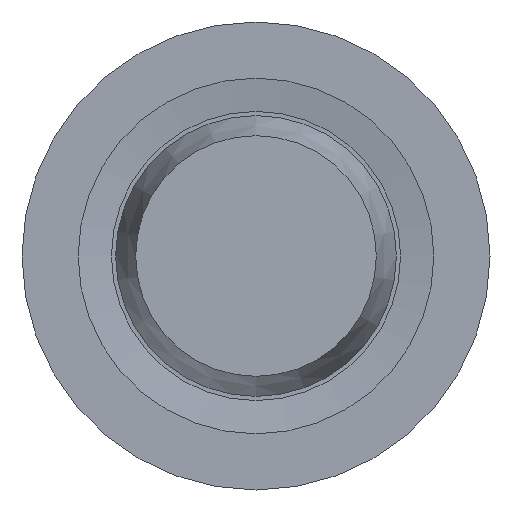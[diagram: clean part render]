
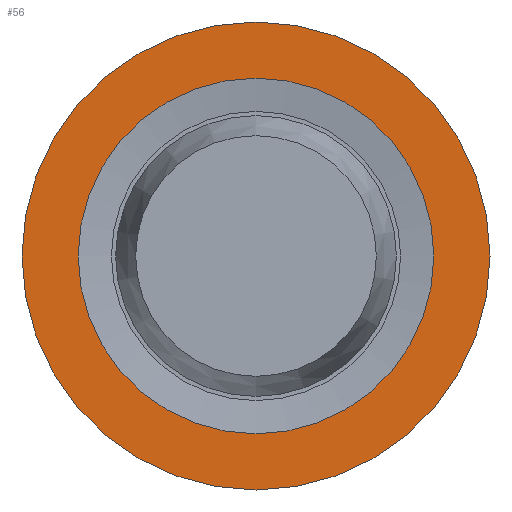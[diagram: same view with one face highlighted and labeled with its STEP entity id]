
A CAD part, front view. The second image highlights one B-rep face of the part: STEP entity #56.
In plain terms, the highlighted planar face has unit normal (0, -1, 0).
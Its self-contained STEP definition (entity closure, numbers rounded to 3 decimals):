
#56 = ADVANCED_FACE( '', ( #115, #116 ), #117, .F. );
#115 = FACE_BOUND( '', #168, .T. );
#116 = FACE_OUTER_BOUND( '', #169, .T. );
#117 = PLANE( '', #170 );
#168 = EDGE_LOOP( '', ( #235 ) );
#169 = EDGE_LOOP( '', ( #236 ) );
#170 = AXIS2_PLACEMENT_3D( '', #237, #238, #239 );
#235 = ORIENTED_EDGE( '', *, *, #266, .F. );
#236 = ORIENTED_EDGE( '', *, *, #261, .T. );
#237 = CARTESIAN_POINT( '', ( 5., 0., 0. ) );
#238 = DIRECTION( '', ( 0., 1., 0. ) );
#239 = DIRECTION( '', ( 0., 0., 1. ) );
#261 = EDGE_CURVE( '', #292, #292, #293, .T. );
#266 = EDGE_CURVE( '', #299, #299, #300, .T. );
#292 = VERTEX_POINT( '', #326 );
#293 = CIRCLE( '', #327, 5. );
#299 = VERTEX_POINT( '', #333 );
#300 = CIRCLE( '', #334, 3.8 );
#326 = CARTESIAN_POINT( '', ( 0., 0., -5. ) );
#327 = AXIS2_PLACEMENT_3D( '', #361, #362, #363 );
#333 = CARTESIAN_POINT( '', ( 0., 0., -3.8 ) );
#334 = AXIS2_PLACEMENT_3D( '', #367, #368, #369 );
#361 = CARTESIAN_POINT( '', ( 0., 0., 0. ) );
#362 = DIRECTION( '', ( 0., -1., 0. ) );
#363 = DIRECTION( '', ( 0., 0., -1. ) );
#367 = CARTESIAN_POINT( '', ( 0., 0., 0. ) );
#368 = DIRECTION( '', ( 0., -1., 0. ) );
#369 = DIRECTION( '', ( 0., 0., -1. ) );
